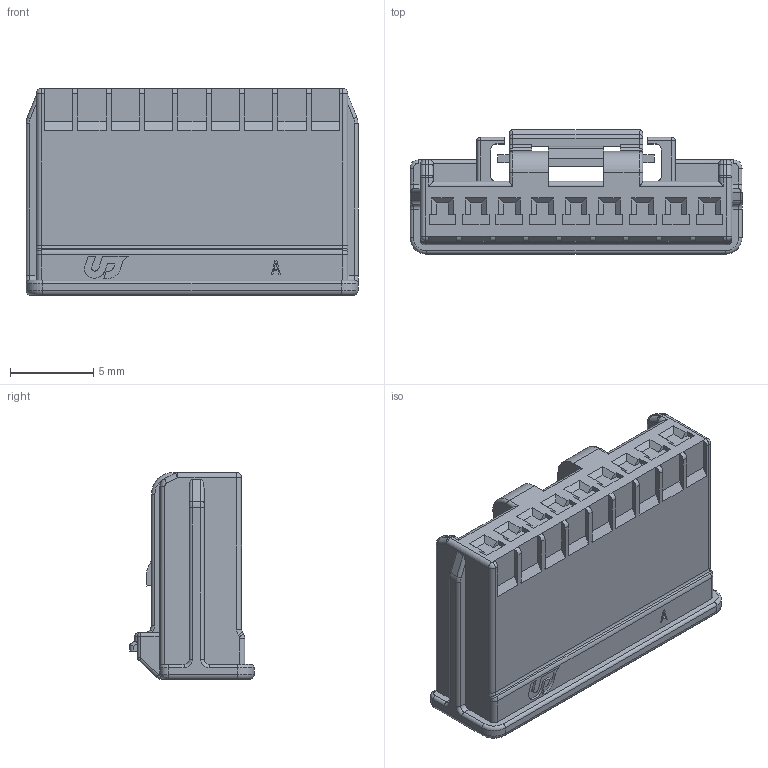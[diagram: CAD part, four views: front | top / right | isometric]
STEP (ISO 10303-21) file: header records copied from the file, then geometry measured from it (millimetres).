
FILE_DESCRIPTION((''),'2;1');
FILE_NAME('020_9F_HSG_CUSTOMER','2017-04-13T',('parkkh'),(''),'CREO PARAMETRIC BY PTC INC, 2015290','CREO PARAMETRIC BY PTC INC, 2015290','');
FILE_SCHEMA(('CONFIG_CONTROL_DESIGN'));
Length unit declared in the file: millimetre
Products named in the file (1): 020_9F_HSG_CUSTOMER
Bounding box: 19.9 x 7.45 x 12.4 mm (x, y, z)
Volume: 946.2 mm3; surface area: 1076.3 mm2
Topology: 1 solids, 1 shells, 542 faces, 1449 edges, 919 vertices
Faces by surface type: plane 349, cylinder 143, torus 28, bspline 12, sphere 10
Entity records: 16893 total; most frequent: CARTESIAN_POINT 3251, ORIENTED_EDGE 2878, DIRECTION 2776, EDGE_CURVE 1439, VECTOR 1106, LINE 1106, VERTEX_POINT 919, AXIS2_PLACEMENT_3D 835
